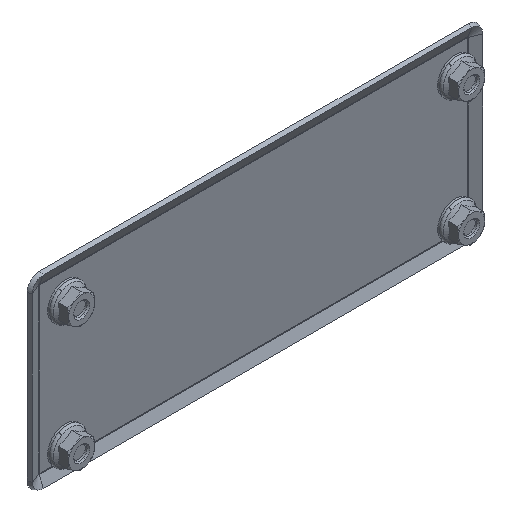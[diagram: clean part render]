
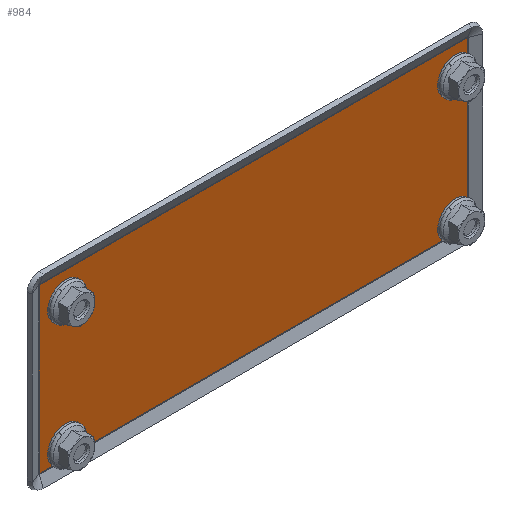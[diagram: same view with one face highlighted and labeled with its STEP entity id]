
A CAD part, isometric view. The second image highlights one B-rep face of the part: STEP entity #984.
In plain terms, the highlighted planar face has unit normal (0, -1, 0).
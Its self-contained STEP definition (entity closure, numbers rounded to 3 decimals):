
#242=CARTESIAN_POINT('',(-106.601,0.007,48.846));
#251=DIRECTION('',(0.,0.,-1.));
#252=VECTOR('',#251,43.756);
#253=CARTESIAN_POINT('',(-106.602,0.003,92.602));
#254=LINE('',#253,#252);
#264=DIRECTION('',(0.,0.,-1.));
#265=VECTOR('',#264,37.45);
#266=CARTESIAN_POINT('',(106.602,0.008,48.849));
#267=LINE('',#266,#265);
#268=DIRECTION('',(-1.,0.,0.));
#269=VECTOR('',#268,213.203);
#270=CARTESIAN_POINT('',(106.602,0.003,11.398));
#271=LINE('',#270,#269);
#272=CARTESIAN_POINT('',(-106.601,0.001,11.398));
#273=CARTESIAN_POINT('',(-106.601,0.001,23.881));
#274=CARTESIAN_POINT('',(-106.601,0.007,36.363));
#275=CARTESIAN_POINT('',(-106.601,0.007,48.846));
#290=CARTESIAN_POINT('',(106.602,0.008,48.849));
#292=CARTESIAN_POINT('',(106.602,0.008,48.849));
#293=CARTESIAN_POINT('',(106.601,0.008,56.184));
#294=CARTESIAN_POINT('',(106.601,-0.004,70.812));
#295=CARTESIAN_POINT('',(106.601,0.001,85.353));
#296=CARTESIAN_POINT('',(106.601,0.001,92.602));
#451=CARTESIAN_POINT('',(-106.601,0.001,11.398));
#456=CARTESIAN_POINT('',(106.601,0.001,92.602));
#470=DIRECTION('',(-1.,0.,0.));
#471=VECTOR('',#470,213.203);
#472=CARTESIAN_POINT('',(106.601,0.001,92.602));
#473=LINE('',#472,#471);
#595=VERTEX_POINT('',#456);
#596=CARTESIAN_POINT('',(-106.602,0.003,92.602));
#597=VERTEX_POINT('',#596);
#634=VERTEX_POINT('',#451);
#635=CARTESIAN_POINT('',(106.602,0.003,11.398));
#636=VERTEX_POINT('',#635);
#670=VERTEX_POINT('',#242);
#674=VERTEX_POINT('',#290);
#967=CARTESIAN_POINT('',(0.,0.,
0.));
#968=DIRECTION('',(0.,1.,0.));
#969=DIRECTION('',(-1.,0.,0.));
#970=AXIS2_PLACEMENT_3D('',#967,#968,#969);
#971=PLANE('',#970);
#973=ORIENTED_EDGE('',*,*,#972,.F.);
#975=ORIENTED_EDGE('',*,*,#974,.T.);
#977=ORIENTED_EDGE('',*,*,#976,.T.);
#978=ORIENTED_EDGE('',*,*,#952,.T.);
#979=ORIENTED_EDGE('',*,*,#906,.F.);
#981=ORIENTED_EDGE('',*,*,#980,.F.);
#982=EDGE_LOOP('',(#973,#975,#977,#978,#979,#981));
#983=FACE_OUTER_BOUND('',#982,.F.);
#276=B_SPLINE_CURVE_WITH_KNOTS('',3,(#272,#273,#274,#275),.UNSPECIFIED.,.F.,.F.,
(4,4),(0.,1.),.UNSPECIFIED.);
#297=B_SPLINE_CURVE_WITH_KNOTS('',3,(#292,#293,#294,#295,#296),.UNSPECIFIED.,
.F.,.F.,(4,1,4),(0.,0.5,1.),.UNSPECIFIED.);
#906=EDGE_CURVE('',#597,#670,#254,.T.);
#952=EDGE_CURVE('',#634,#670,#276,.T.);
#972=EDGE_CURVE('',#674,#595,#297,.T.);
#974=EDGE_CURVE('',#674,#636,#267,.T.);
#976=EDGE_CURVE('',#636,#634,#271,.T.);
#980=EDGE_CURVE('',#595,#597,#473,.T.);
#984=ADVANCED_FACE('',(#983),#971,.F.);
